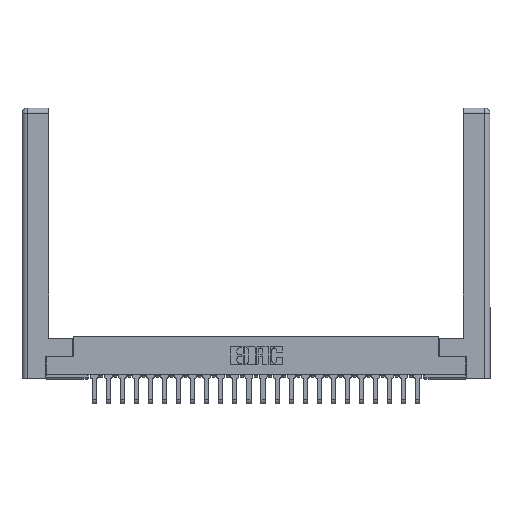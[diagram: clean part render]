
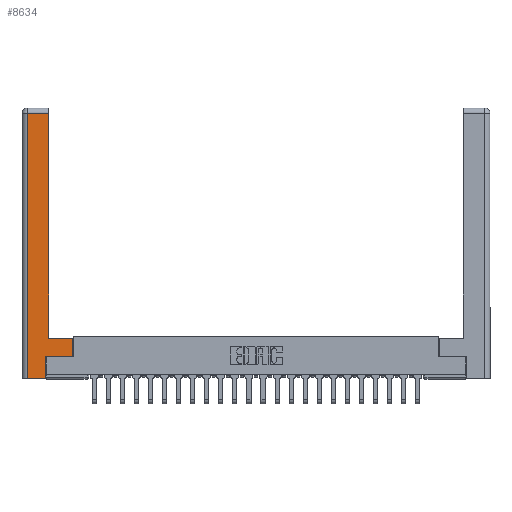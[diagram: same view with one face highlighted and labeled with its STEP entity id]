
A CAD part, top view. The second image highlights one B-rep face of the part: STEP entity #8634.
In plain terms, the highlighted planar face has unit normal (0, 0, 1).
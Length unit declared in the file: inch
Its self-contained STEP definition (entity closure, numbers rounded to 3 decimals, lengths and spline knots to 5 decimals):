
#1356 = VECTOR ( 'NONE', #14255, 39.37008 ) ;
#1624 = ORIENTED_EDGE ( 'NONE', *, *, #3309, .T. ) ;
#1668 = CARTESIAN_POINT ( 'NONE',  ( 0.565, 0.45, 0. ) ) ;
#1799 = PLANE ( 'NONE',  #11499 ) ;
#1828 = VERTEX_POINT ( 'NONE', #13089 ) ;
#2155 = ORIENTED_EDGE ( 'NONE', *, *, #12144, .T. ) ;
#2157 = ORIENTED_EDGE ( 'NONE', *, *, #19301, .T. ) ;
#3309 = EDGE_CURVE ( 'NONE', #14658, #23099, #18977, .T. ) ;
#3851 = LINE ( 'NONE', #20129, #1356 ) ;
#4575 = CARTESIAN_POINT ( 'NONE',  ( 0.295, 3., 0. ) ) ;
#4597 = CARTESIAN_POINT ( 'NONE',  ( 0.565, 0.45, 0. ) ) ;
#5327 = EDGE_CURVE ( 'NONE', #6043, #21242, #3851, .T. ) ;
#5423 = DIRECTION ( 'NONE',  ( -1., 0., 0. ) ) ;
#5728 = ORIENTED_EDGE ( 'NONE', *, *, #5327, .T. ) ;
#6043 = VERTEX_POINT ( 'NONE', #20254 ) ;
#6592 = LINE ( 'NONE', #23565, #8718 ) ;
#7309 = CARTESIAN_POINT ( 'NONE',  ( 0.265, 0., 0. ) ) ;
#7550 = VECTOR ( 'NONE', #9263, 39.37008 ) ;
#7748 = VERTEX_POINT ( 'NONE', #21713 ) ;
#8042 = VECTOR ( 'NONE', #18800, 39.37008 ) ;
#8604 = CARTESIAN_POINT ( 'NONE',  ( 0.565, 0.245, 0. ) ) ;
#8634 = ADVANCED_FACE ( 'NONE', ( #16925 ), #1799, .F. ) ;
#8718 = VECTOR ( 'NONE', #19881, 39.37008 ) ;
#9112 = VECTOR ( 'NONE', #22298, 39.37008 ) ;
#9263 = DIRECTION ( 'NONE',  ( 1., 0., 0. ) ) ;
#9544 = EDGE_CURVE ( 'NONE', #1828, #14658, #20869, .T. ) ;
#10027 = EDGE_LOOP ( 'NONE', ( #22463, #2157, #5728, #21905, #2155, #12916, #21452, #1624 ) ) ;
#10059 = EDGE_CURVE ( 'NONE', #23099, #14216, #24197, .T. ) ;
#10584 = DIRECTION ( 'NONE',  ( 0., 1., 0. ) ) ;
#11389 = EDGE_CURVE ( 'NONE', #12156, #1828, #16713, .T. ) ;
#11499 = AXIS2_PLACEMENT_3D ( 'NONE', #25385, #23224, #15323 ) ;
#12144 = EDGE_CURVE ( 'NONE', #7748, #12156, #17017, .T. ) ;
#12156 = VERTEX_POINT ( 'NONE', #12856 ) ;
#12856 = CARTESIAN_POINT ( 'NONE',  ( 0.265, 0.245, 0. ) ) ;
#12916 = ORIENTED_EDGE ( 'NONE', *, *, #11389, .T. ) ;
#13089 = CARTESIAN_POINT ( 'NONE',  ( 0.565, 0.245, 0. ) ) ;
#13124 = VECTOR ( 'NONE', #5423, 39.37008 ) ;
#13200 = CARTESIAN_POINT ( 'NONE',  ( 0.295, 0.45, 0. ) ) ;
#13572 = CARTESIAN_POINT ( 'NONE',  ( 0.295, 0.45, 0. ) ) ;
#14038 = LINE ( 'NONE', #7309, #7550 ) ;
#14216 = VERTEX_POINT ( 'NONE', #23078 ) ;
#14255 = DIRECTION ( 'NONE',  ( 0., -1., 0. ) ) ;
#14658 = VERTEX_POINT ( 'NONE', #1668 ) ;
#15224 = EDGE_CURVE ( 'NONE', #21242, #7748, #14038, .T. ) ;
#15323 = DIRECTION ( 'NONE',  ( -1., 0., 0. ) ) ;
#16713 = LINE ( 'NONE', #8604, #19480 ) ;
#16925 = FACE_OUTER_BOUND ( 'NONE', #10027, .T. ) ;
#17017 = LINE ( 'NONE', #18878, #8042 ) ;
#18078 = VECTOR ( 'NONE', #10584, 39.37008 ) ;
#18800 = DIRECTION ( 'NONE',  ( 0., 1., 0. ) ) ;
#18878 = CARTESIAN_POINT ( 'NONE',  ( 0.265, 0.245, 0. ) ) ;
#18977 = LINE ( 'NONE', #13200, #13124 ) ;
#19301 = EDGE_CURVE ( 'NONE', #14216, #6043, #6592, .T. ) ;
#19480 = VECTOR ( 'NONE', #24382, 39.37008 ) ;
#19881 = DIRECTION ( 'NONE',  ( -1., 0., 0. ) ) ;
#20129 = CARTESIAN_POINT ( 'NONE',  ( 0.0615, 0., 0. ) ) ;
#20254 = CARTESIAN_POINT ( 'NONE',  ( 0.0615, 2.94, 0. ) ) ;
#20869 = LINE ( 'NONE', #4597, #9112 ) ;
#21242 = VERTEX_POINT ( 'NONE', #24914 ) ;
#21452 = ORIENTED_EDGE ( 'NONE', *, *, #9544, .T. ) ;
#21713 = CARTESIAN_POINT ( 'NONE',  ( 0.265, 0., 0. ) ) ;
#21905 = ORIENTED_EDGE ( 'NONE', *, *, #15224, .T. ) ;
#22298 = DIRECTION ( 'NONE',  ( 0., 1., 0. ) ) ;
#22463 = ORIENTED_EDGE ( 'NONE', *, *, #10059, .T. ) ;
#23078 = CARTESIAN_POINT ( 'NONE',  ( 0.295, 2.94, 0. ) ) ;
#23099 = VERTEX_POINT ( 'NONE', #13572 ) ;
#23224 = DIRECTION ( 'NONE',  ( 0., 0., -1. ) ) ;
#23565 = CARTESIAN_POINT ( 'NONE',  ( 0.0615, 2.94, 0. ) ) ;
#24197 = LINE ( 'NONE', #4575, #18078 ) ;
#24382 = DIRECTION ( 'NONE',  ( 1., 0., 0. ) ) ;
#24914 = CARTESIAN_POINT ( 'NONE',  ( 0.0615, 0., 0. ) ) ;
#25385 = CARTESIAN_POINT ( 'NONE',  ( 0., 0., 0. ) ) ;
